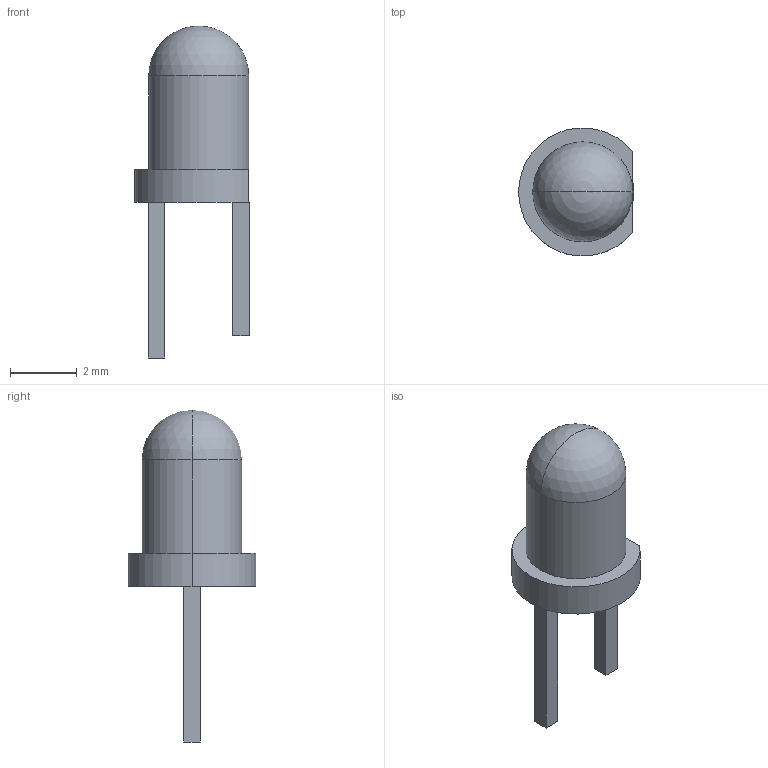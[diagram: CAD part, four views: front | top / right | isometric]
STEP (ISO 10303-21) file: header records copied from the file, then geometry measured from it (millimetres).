
FILE_DESCRIPTION (( 'STEP AP214' ), '1' );
FILE_NAME ('SLR343BC4T3F.STEP', '2021-05-15T16:16:17', ( '' ), ( '' ), 'SwSTEP 2.0', 'SolidWorks 2020', '' );
FILE_SCHEMA (( 'AUTOMOTIVE_DESIGN' ));
Length unit declared in the file: millimetre
Products named in the file (1): SLR343BC4T3F
Bounding box: 3.44 x 3.84 x 9.97 mm (x, y, z)
Volume: 40 mm3; surface area: 84.6 mm2
Topology: 1 solids, 1 shells, 20 faces, 48 edges, 29 vertices
Faces by surface type: plane 14, cylinder 4, sphere 2
Entity records: 694 total; most frequent: DIRECTION 96, CARTESIAN_POINT 94, ORIENTED_EDGE 90, EDGE_CURVE 45, VECTOR 36, LINE 36, AXIS2_PLACEMENT_3D 30, VERTEX_POINT 28
